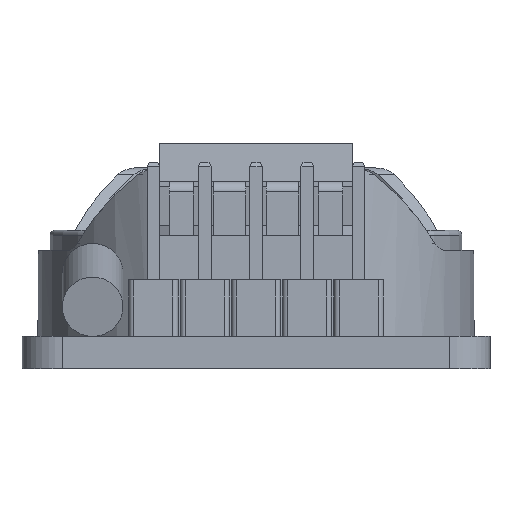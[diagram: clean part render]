
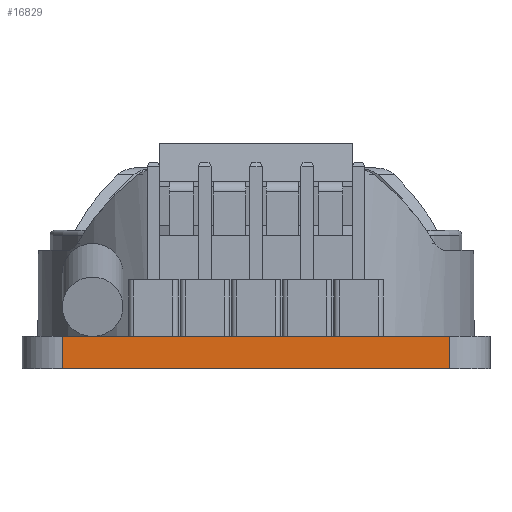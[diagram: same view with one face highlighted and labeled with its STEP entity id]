
A CAD part, left-side view. The second image highlights one B-rep face of the part: STEP entity #16829.
In plain terms, the highlighted planar face has unit normal (-1, 0, 0).
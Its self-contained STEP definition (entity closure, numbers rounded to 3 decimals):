
#1186=LINE('',#21644,#2895);
#1617=LINE('',#27771,#3326);
#1618=LINE('',#27772,#3327);
#1619=LINE('',#27773,#3328);
#2895=VECTOR('',#18500,19.17);
#3326=VECTOR('',#19103,19.17);
#3327=VECTOR('',#19104,1.6);
#3328=VECTOR('',#19105,1.6);
#4685=FACE_OUTER_BOUND('',#5713,.T.);
#5713=EDGE_LOOP('',(#11789,#11790,#11791,#11792));
#6769=VERTEX_POINT('',#21642);
#6770=VERTEX_POINT('',#21643);
#7561=VERTEX_POINT('',#27769);
#7562=VERTEX_POINT('',#27770);
#8446=EDGE_CURVE('',#6769,#6770,#1186,.T.);
#9242=EDGE_CURVE('',#7561,#7562,#1617,.T.);
#9243=EDGE_CURVE('',#7562,#6770,#1618,.F.);
#9244=EDGE_CURVE('',#6769,#7561,#1619,.T.);
#11789=ORIENTED_EDGE('',*,*,#9242,.T.);
#11790=ORIENTED_EDGE('',*,*,#9243,.T.);
#11791=ORIENTED_EDGE('',*,*,#8446,.F.);
#11792=ORIENTED_EDGE('',*,*,#9244,.T.);
#16085=PLANE('',#17858);
#16829=ADVANCED_FACE('',(#4685),#16085,.F.);
#17858=AXIS2_PLACEMENT_3D('',#27768,#19101,#19102);
#18500=DIRECTION('',(0.,-1.,0.));
#19101=DIRECTION('center_axis',(1.,0.,0.));
#19102=DIRECTION('ref_axis',(0.,0.,-1.));
#19103=DIRECTION('',(0.,-1.,0.));
#19104=DIRECTION('',(0.,0.,-1.));
#19105=DIRECTION('',(0.,0.,-1.));
#21642=CARTESIAN_POINT('',(-21.595,9.585,1.6));
#21643=CARTESIAN_POINT('',(-21.595,-9.585,1.6));
#21644=CARTESIAN_POINT('',(-21.595,9.585,1.6));
#27768=CARTESIAN_POINT('Origin',(-21.595,11.585,1.6));
#27769=CARTESIAN_POINT('',(-21.595,9.585,0.));
#27770=CARTESIAN_POINT('',(-21.595,-9.585,0.));
#27771=CARTESIAN_POINT('',(-21.595,9.585,0.));
#27772=CARTESIAN_POINT('',(-21.595,-9.585,1.6));
#27773=CARTESIAN_POINT('',(-21.595,9.585,1.6));
